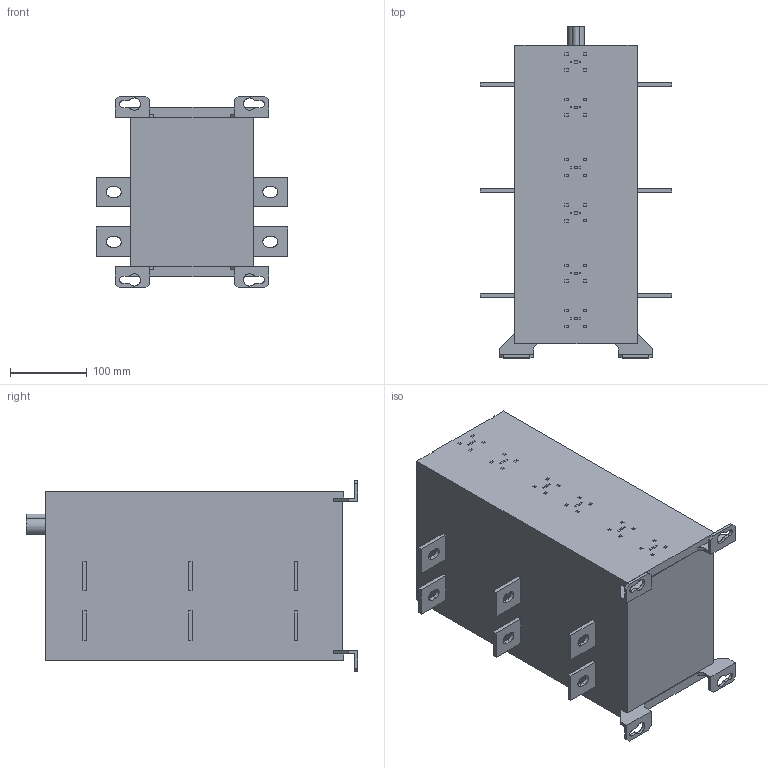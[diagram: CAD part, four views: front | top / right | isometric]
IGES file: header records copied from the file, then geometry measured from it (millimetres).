
Global section: file name: OT630-800E02Y_palikka.igs; preprocessor: I-DEAS 3D IGES Translator 11; date: 20110627.154140; units: millimetre
Bounding box: 250 x 432 x 250 mm (x, y, z)
Volume: 13823956.9 mm3; surface area: 435983.9 mm2
Topology: 1 solids, 1 shells, 638 faces, 1602 edges, 1068 vertices
Faces by surface type: bspline 638
